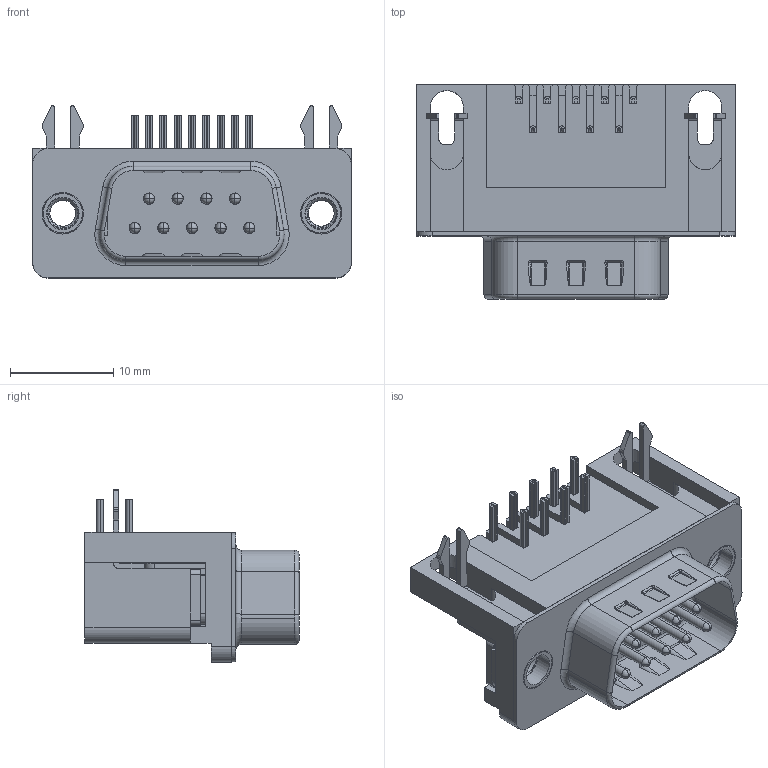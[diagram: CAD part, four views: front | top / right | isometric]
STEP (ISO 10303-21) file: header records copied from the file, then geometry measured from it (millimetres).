
FILE_DESCRIPTION(('CATIA V5 STEP','CAx-IF Rec.Pracs.--- Model Styling and Organization---1.4--- 2014-01-23'),'2;1');
FILE_NAME ('315626-2_0_2626680000_2626680000.stp','2019-01-07T10:47:21+00:00',('none'),('Weidmueller'),'CATIA Version 5-6 Release 2016 SP3 HF44','CATIA V5 STEP AP214','none');
FILE_SCHEMA(('AUTOMOTIVE_DESIGN { 1 0 10303 214 1 1 1 1 }'));
Products named in the file (1): 2626680000
Bounding box: 30.8 x 20.7 x 16.68 mm (x, y, z)
Volume: 3196.3 mm3; surface area: 6306.7 mm2
Topology: 16 solids, 16 shells, 1219 faces, 3184 edges, 1902 vertices
Faces by surface type: plane 523, cylinder 382, bspline 132, sphere 96, torus 60, extrusion 18, cone 8
Entity records: 49572 total; most frequent: CARTESIAN_POINT 21130, ORIENTED_EDGE 6176, DIRECTION 4599, EDGE_CURVE 3088, VERTEX_POINT 1902, AXIS2_PLACEMENT_3D 1787, VECTOR 1744, LINE 1726
